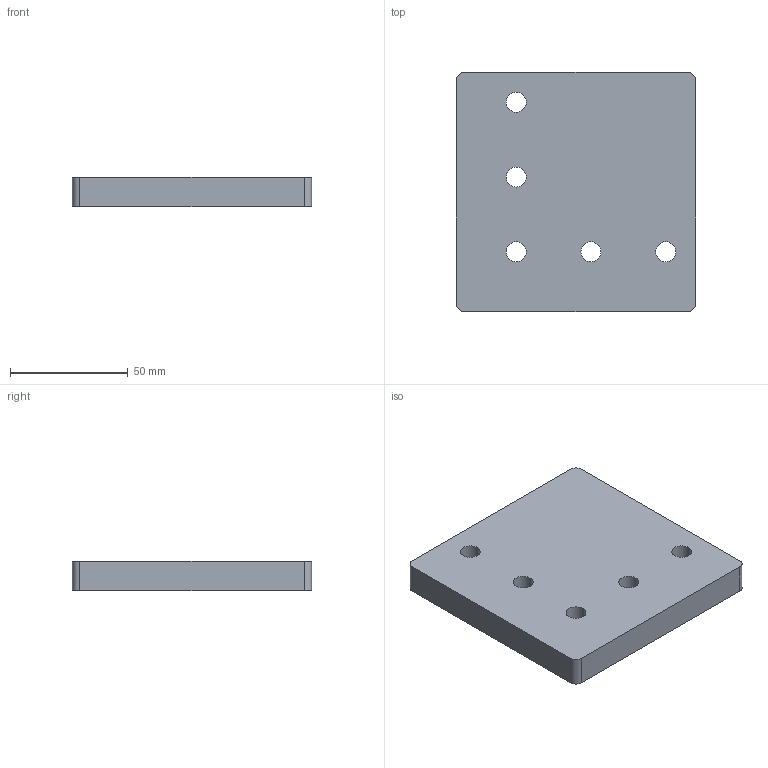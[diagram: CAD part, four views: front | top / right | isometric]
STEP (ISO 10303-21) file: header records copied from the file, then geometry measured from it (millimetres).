
FILE_DESCRIPTION (( 'STEP AP214' ), '1' );
FILE_NAME ('PLT-L-00001-100141.STEP', '2025-03-17T13:52:46', ( '' ), ( '' ), 'SwSTEP 2.0', 'SolidWorks 2019', '' );
FILE_SCHEMA (( 'AUTOMOTIVE_DESIGN' ));
Length unit declared in the file: inch
Products named in the file (1): PLT-L-00001-100141
Bounding box: 101.6 x 101.6 x 12.7 mm (x, y, z)
Volume: 92151.5 mm3; surface area: 27453.8 mm2
Topology: 1 solids, 1 shells, 35 faces, 99 edges, 66 vertices
Faces by surface type: cylinder 23, plane 12
Entity records: 1219 total; most frequent: DIRECTION 217, CARTESIAN_POINT 201, ORIENTED_EDGE 198, EDGE_CURVE 99, AXIS2_PLACEMENT_3D 82, VERTEX_POINT 66, VECTOR 53, LINE 53
